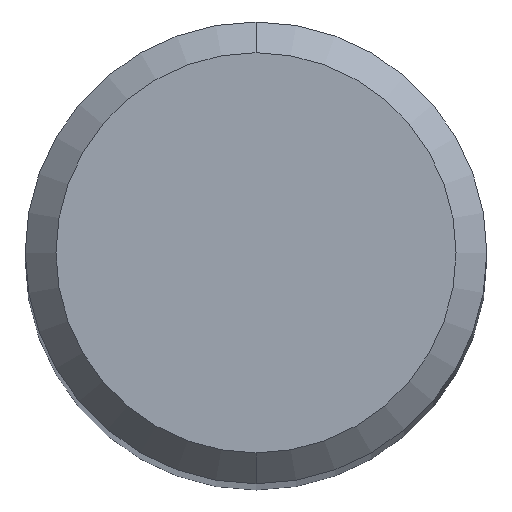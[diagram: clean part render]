
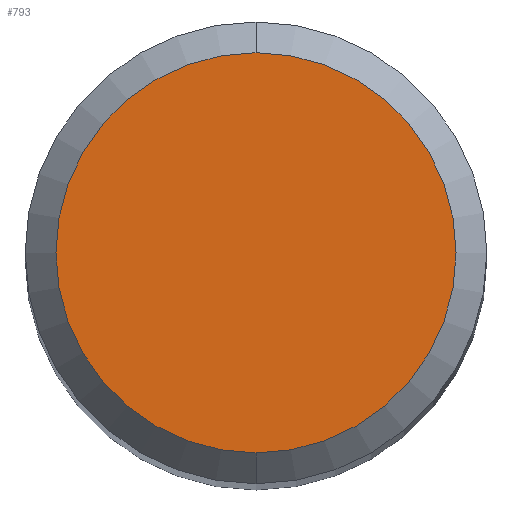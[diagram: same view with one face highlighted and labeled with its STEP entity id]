
A CAD part, top view. The second image highlights one B-rep face of the part: STEP entity #793.
In plain terms, the highlighted planar face has unit normal (0, 0, 1).
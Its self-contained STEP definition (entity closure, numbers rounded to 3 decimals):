
#335=EDGE_CURVE('',#647,#869,#922,.T.);
#647=VERTEX_POINT('',#1259);
#767=EDGE_CURVE('',#869,#647,#1392,.T.);
#793=ADVANCED_FACE('',(#1421),#1422,.T.);
#869=VERTEX_POINT('',#1509);
#922=CIRCLE('',#1559,2.6);
#1259=CARTESIAN_POINT('',(0.0,2.6,0.0));
#1392=CIRCLE('',#4981,2.6);
#1421=FACE_OUTER_BOUND('',#5016,.T.);
#1422=PLANE('',#5017);
#1509=CARTESIAN_POINT('',(0.,-2.6,0.0));
#1559=AXIS2_PLACEMENT_3D('',#5911,#5912,#5913);
#4981=AXIS2_PLACEMENT_3D('',#6393,#6394,#6395);
#5016=EDGE_LOOP('',(#6429,#6430));
#5017=AXIS2_PLACEMENT_3D('',#6431,#6432,#6433);
#5911=CARTESIAN_POINT('',(0.0,0.0,0.0));
#5912=DIRECTION('',(0.0,0.0,-1.0));
#5913=DIRECTION('',(0.0,1.0,0.0));
#6393=CARTESIAN_POINT('',(0.0,0.0,0.0));
#6394=DIRECTION('',(0.0,0.0,-1.0));
#6395=DIRECTION('',(0.0,1.0,0.0));
#6429=ORIENTED_EDGE('',*,*,#335,.F.);
#6430=ORIENTED_EDGE('',*,*,#767,.F.);
#6431=CARTESIAN_POINT('',(0.0,1.3,0.0));
#6432=DIRECTION('',(-0.0,0.0,1.0));
#6433=DIRECTION('',(0.0,-1.0,0.0));
